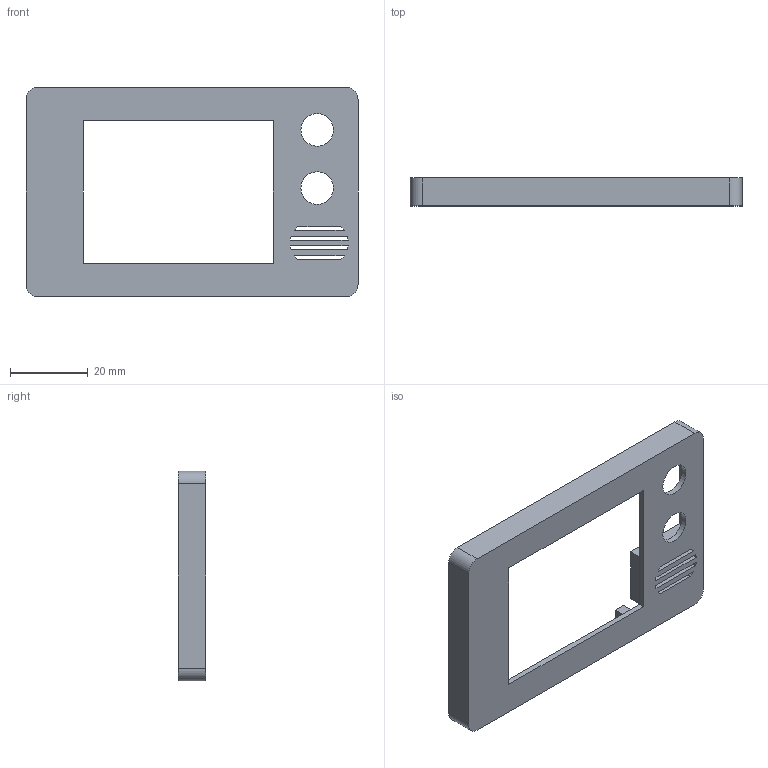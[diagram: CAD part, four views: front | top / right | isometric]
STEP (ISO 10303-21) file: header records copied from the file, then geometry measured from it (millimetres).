
FILE_DESCRIPTION(/* description */ (''),/* implementation_level */ '2;1');
FILE_NAME(/* name */ 'gametop.step',/* time_stamp */ '2020-09-08T12:36:53+08:00',/* author */ (''),/* organization */ (''),/* preprocessor_version */ 'ST-DEVELOPER v18',/* originating_system */ 'Autodesk Translation Framework v8.12.0.6',/* authorisation */ '');
FILE_SCHEMA (('AUTOMOTIVE_DESIGN { 1 0 10303 214 3 1 1 }'));
Length unit declared in the file: millimetre
Products named in the file (1): maintopnosupport
Bounding box: 85.5 x 7.2 x 54 mm (x, y, z)
Volume: 7476.6 mm3; surface area: 10295.6 mm2
Topology: 1 solids, 1 shells, 83 faces, 232 edges, 155 vertices
Faces by surface type: plane 61, cylinder 22
Full cylindrical faces by diameter (mm): 3.6 x4, 8.4 x2
Entity records: 2719 total; most frequent: CARTESIAN_POINT 471, ORIENTED_EDGE 464, DIRECTION 444, EDGE_CURVE 232, LINE 188, VECTOR 188, VERTEX_POINT 155, AXIS2_PLACEMENT_3D 128
